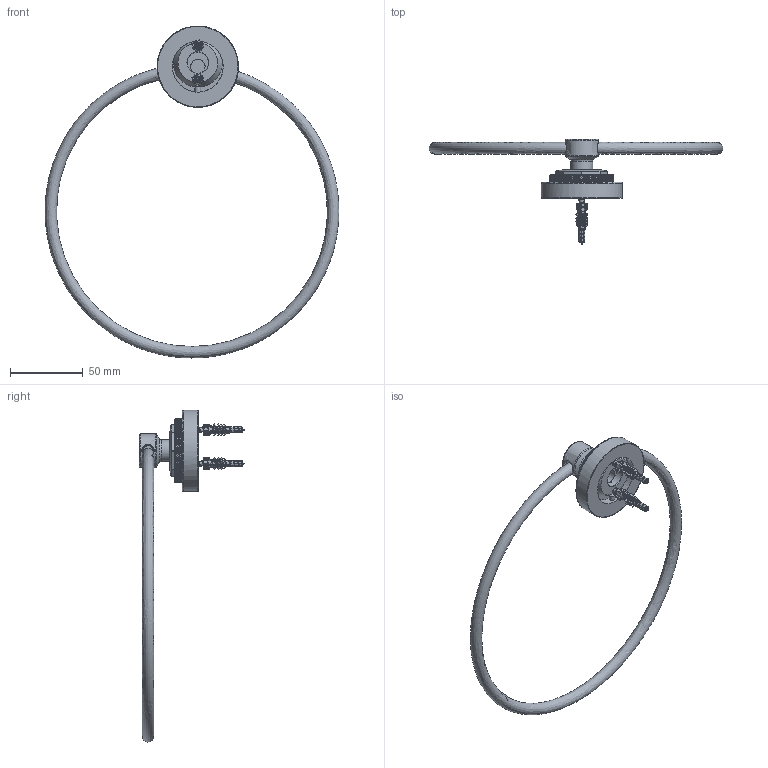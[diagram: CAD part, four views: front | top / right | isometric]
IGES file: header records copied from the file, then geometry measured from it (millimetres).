
Global section: file name: N7698-8-K; native system: Autodesk Inventor 2018; preprocessor: unknown; author: rclarke; date: 20171129.152244; units: millimetre
Bounding box: 202.34 x 72.6 x 228.61 mm (x, y, z)
Volume: 69885.9 mm3; surface area: 40160.8 mm2
Topology: 13 solids, 13 shells, 4127 faces, 9143 edges, 5042 vertices
Faces by surface type: bspline 4127
